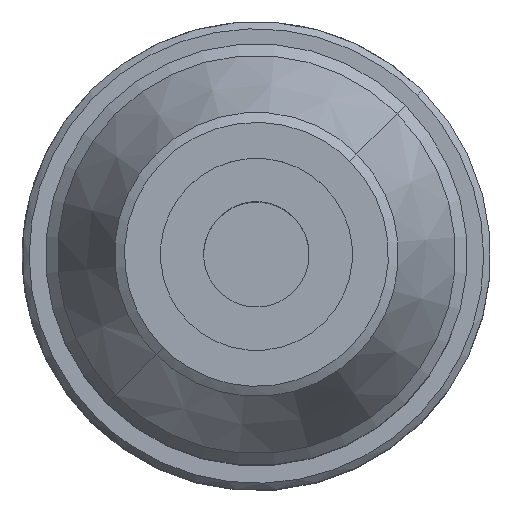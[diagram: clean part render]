
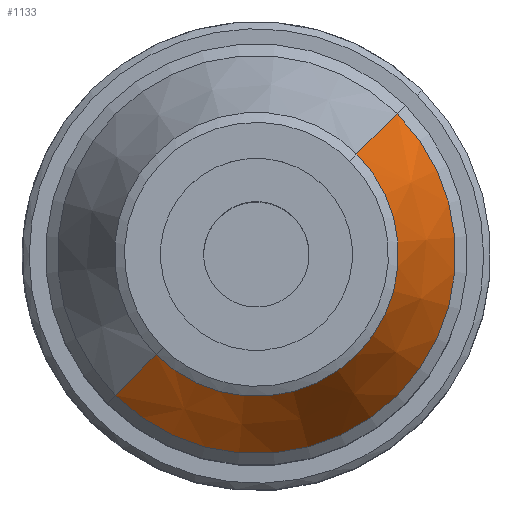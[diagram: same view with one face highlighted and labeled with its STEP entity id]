
A CAD part, top view. The second image highlights one B-rep face of the part: STEP entity #1133.
In plain terms, the highlighted conical face has half-angle 25.017 degrees and reference radius 7.217 mm.
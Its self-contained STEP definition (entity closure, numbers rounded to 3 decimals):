
#1076=AXIS2_PLACEMENT_3D('Circle Axis2P3D',#1074,#1075,$) ;
#1120=AXIS2_PLACEMENT_3D('Cone Axis2P3D',#1117,#1118,#1119) ;
#1124=AXIS2_PLACEMENT_3D('Circle Axis2P3D',#1122,#1123,$) ;
#1047=CARTESIAN_POINT('Vertex',(14.285,14.285,55.728)) ;
#1054=CARTESIAN_POINT('Vertex',(5.715,5.715,55.728)) ;
#1074=CARTESIAN_POINT('Axis2P3D Location',(10.,10.,55.728)) ;
#1091=CARTESIAN_POINT('Line Origine',(-149505.141,-149505.141,-453030.588)) ;
#1095=CARTESIAN_POINT('Vertex',(3.99,3.99,50.5)) ;
#1098=CARTESIAN_POINT('Line Origine',(149525.141,149525.141,-453030.588)) ;
#1102=CARTESIAN_POINT('Vertex',(16.01,16.01,50.5)) ;
#1117=CARTESIAN_POINT('Axis2P3D Location',(10.,10.,53.25)) ;
#1122=CARTESIAN_POINT('Axis2P3D Location',(10.,10.,50.5)) ;
#1075=DIRECTION('Axis2P3D Direction',(0.,0.,-1.)) ;
#1092=DIRECTION('Vector Direction',(-0.299,-0.299,-0.906)) ;
#1099=DIRECTION('Vector Direction',(0.299,0.299,-0.906)) ;
#1118=DIRECTION('Axis2P3D Direction',(0.,0.,-1.)) ;
#1119=DIRECTION('Axis2P3D XDirection',(0.707,0.707,0.)) ;
#1123=DIRECTION('Axis2P3D Direction',(0.,0.,-1.)) ;
#1093=VECTOR('Line Direction',#1092,1.) ;
#1100=VECTOR('Line Direction',#1099,1.) ;
#1128=ORIENTED_EDGE('',*,*,#1097,.F.) ;
#1129=ORIENTED_EDGE('',*,*,#1126,.T.) ;
#1130=ORIENTED_EDGE('',*,*,#1104,.F.) ;
#1131=ORIENTED_EDGE('',*,*,#1078,.F.) ;
#1133=ADVANCED_FACE('Hauptkoerper',(#1132),#1121,.T.) ;
#1077=CIRCLE('generated circle',#1076,6.06) ;
#1125=CIRCLE('generated circle',#1124,8.5) ;
#1121=CONICAL_SURFACE('Cone',#1120,7.217,0.437) ;
#1078=EDGE_CURVE('',#1055,#1048,#1077,.F.) ;
#1097=EDGE_CURVE('',#1096,#1055,#1094,.F.) ;
#1104=EDGE_CURVE('',#1048,#1103,#1101,.T.) ;
#1126=EDGE_CURVE('',#1096,#1103,#1125,.F.) ;
#1127=EDGE_LOOP('',(#1128,#1129,#1130,#1131)) ;
#1132=FACE_OUTER_BOUND('',#1127,.T.) ;
#1094=LINE('Line',#1091,#1093) ;
#1101=LINE('Line',#1098,#1100) ;
#1048=VERTEX_POINT('',#1047) ;
#1055=VERTEX_POINT('',#1054) ;
#1096=VERTEX_POINT('',#1095) ;
#1103=VERTEX_POINT('',#1102) ;
